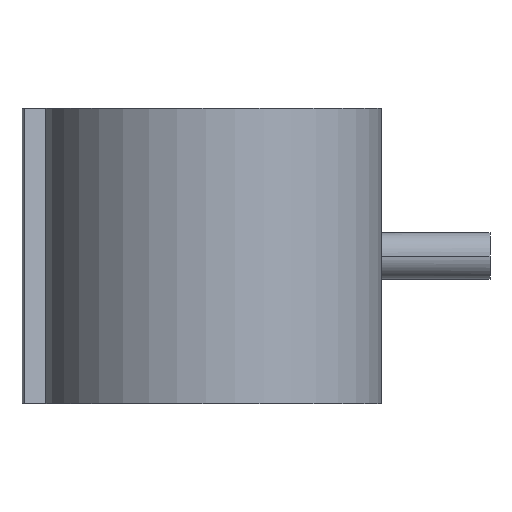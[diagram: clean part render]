
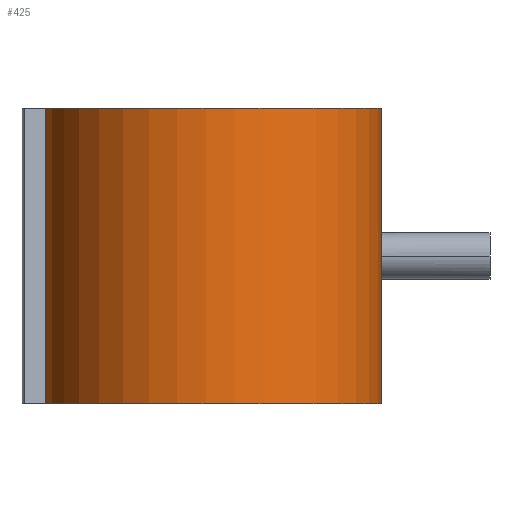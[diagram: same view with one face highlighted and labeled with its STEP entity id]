
A CAD part, front view. The second image highlights one B-rep face of the part: STEP entity #425.
In plain terms, the highlighted cylindrical face has radius 73.167 mm (diameter 146.333 mm), a partial arc.
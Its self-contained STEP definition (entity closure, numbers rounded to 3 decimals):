
#213 = VERTEX_POINT( '', #582 );
#245 = EDGE_CURVE( '', #411, #479, #619, .T. );
#303 = VERTEX_POINT( '', #686 );
#329 = EDGE_CURVE( '', #213, #411, #714, .T. );
#369 = EDGE_CURVE( '', #303, #479, #756, .T. );
#411 = VERTEX_POINT( '', #802 );
#425 = ADVANCED_FACE( '', ( #817 ), #818, .T. );
#479 = VERTEX_POINT( '', #875 );
#481 = EDGE_CURVE( '', #303, #213, #877, .T. );
#582 = CARTESIAN_POINT( '', ( -72.534, -9.6, -64. ) );
#619 = LINE( '', #1094, #1095 );
#686 = CARTESIAN_POINT( '', ( -72.534, -9.6, 64. ) );
#714 = CIRCLE( '', #1265, 73.167 );
#756 = CIRCLE( '', #1343, 73.167 );
#802 = CARTESIAN_POINT( '', ( 72.534, 9.6, -64. ) );
#817 = FACE_OUTER_BOUND( '', #1518, .T. );
#818 = CYLINDRICAL_SURFACE( '', #1519, 73.167 );
#875 = CARTESIAN_POINT( '', ( 72.534, 9.6, 64. ) );
#877 = LINE( '', #1634, #1635 );
#1094 = CARTESIAN_POINT( '', ( 72.534, 9.6, 64. ) );
#1095 = VECTOR( '', #1880, 1. );
#1265 = AXIS2_PLACEMENT_3D( '', #1993, #1994, #1995 );
#1343 = AXIS2_PLACEMENT_3D( '', #2033, #2034, #2035 );
#1518 = EDGE_LOOP( '', ( #2112, #2113, #2114, #2115 ) );
#1519 = AXIS2_PLACEMENT_3D( '', #2116, #2117, #2118 );
#1634 = CARTESIAN_POINT( '', ( -72.534, -9.6, 64. ) );
#1635 = VECTOR( '', #2162, 1. );
#1880 = DIRECTION( '', ( 0., 0., 1. ) );
#1993 = CARTESIAN_POINT( '', ( 0., 0., -64. ) );
#1994 = DIRECTION( '', ( 0., 0., 1. ) );
#1995 = DIRECTION( '', ( -0.991, -0.131, 0. ) );
#2033 = CARTESIAN_POINT( '', ( 0., 0., 64. ) );
#2034 = DIRECTION( '', ( 0., 0., 1. ) );
#2035 = DIRECTION( '', ( -0.991, -0.131, 0. ) );
#2112 = ORIENTED_EDGE( '', *, *, #245, .T. );
#2113 = ORIENTED_EDGE( '', *, *, #369, .F. );
#2114 = ORIENTED_EDGE( '', *, *, #481, .T. );
#2115 = ORIENTED_EDGE( '', *, *, #329, .T. );
#2116 = CARTESIAN_POINT( '', ( 0., 0., 64. ) );
#2117 = DIRECTION( '', ( 0., 0., 1. ) );
#2118 = DIRECTION( '', ( -0.991, -0.131, 0. ) );
#2162 = DIRECTION( '', ( 0., 0., -1. ) );
